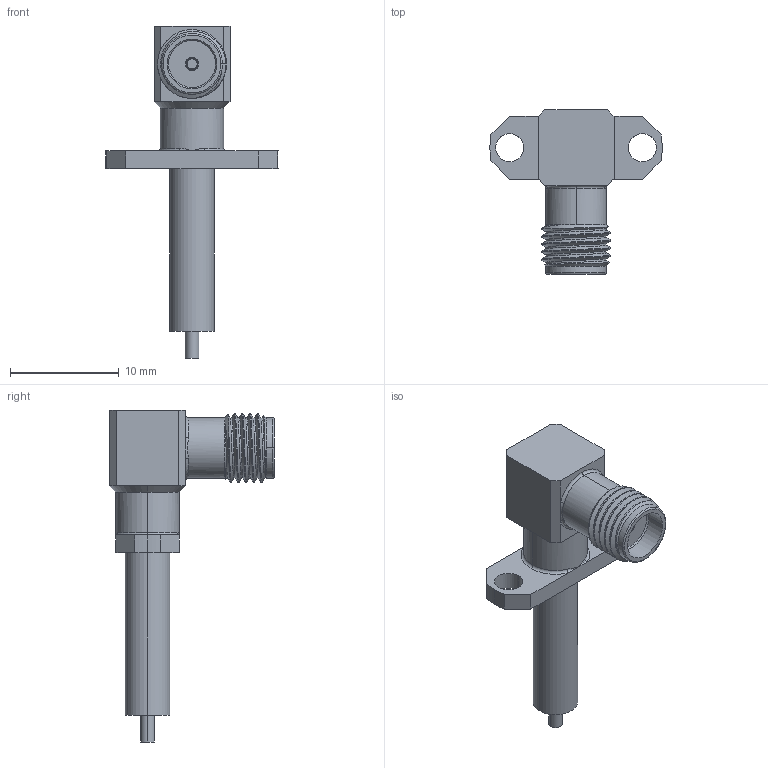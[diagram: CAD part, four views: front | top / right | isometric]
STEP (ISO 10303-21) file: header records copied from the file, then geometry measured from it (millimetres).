
FILE_DESCRIPTION (( 'STEP AP203' ), '1' );
FILE_NAME ('LCCN3162_3D.STEP', '2022-05-12T18:59:24', ( '' ), ( '' ), 'SwSTEP 2.0', 'SolidWorks 2021', '' );
FILE_SCHEMA (( 'CONFIG_CONTROL_DESIGN' ));
Length unit declared in the file: inch
Products named in the file (1): LCCN3162_3D
Bounding box: 15.87 x 15.18 x 30.6 mm (x, y, z)
Volume: 965.6 mm3; surface area: 974.5 mm2
Topology: 1 solids, 1 shells, 96 faces, 246 edges, 153 vertices
Faces by surface type: cylinder 33, plane 33, cone 13, bspline 9, torus 8
Entity records: 4175 total; most frequent: CARTESIAN_POINT 1865, ORIENTED_EDGE 484, DIRECTION 453, EDGE_CURVE 242, AXIS2_PLACEMENT_3D 172, VERTEX_POINT 153, LINE 109, VECTOR 109
